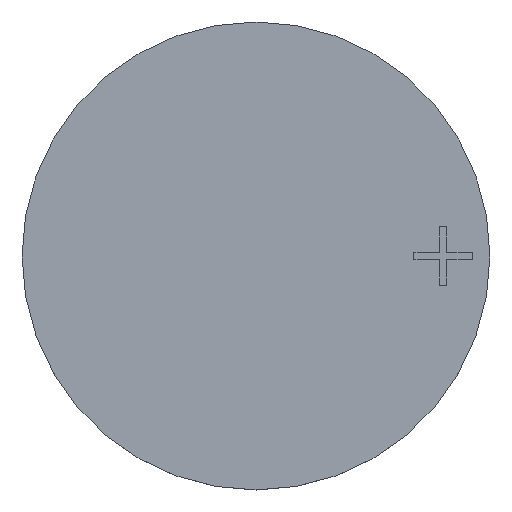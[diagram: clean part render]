
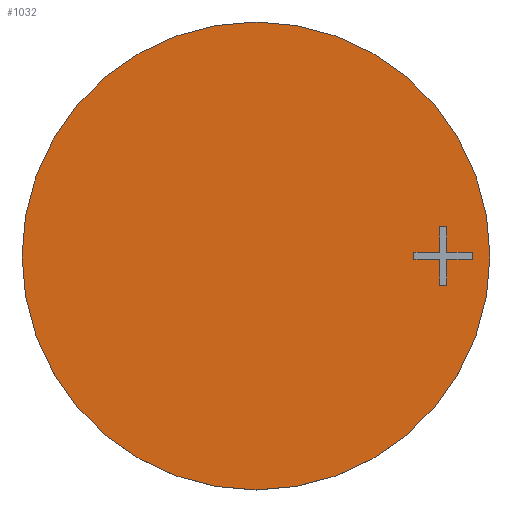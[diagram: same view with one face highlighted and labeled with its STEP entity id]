
A CAD part, top view. The second image highlights one B-rep face of the part: STEP entity #1032.
In plain terms, the highlighted planar face has unit normal (0, 0, 1).
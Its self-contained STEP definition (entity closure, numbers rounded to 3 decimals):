
#494=CARTESIAN_POINT('',(-10.0,0.,2.5));
#495=VERTEX_POINT('',#494);
#504=CARTESIAN_POINT('',(10.0,0.,2.5));
#505=VERTEX_POINT('',#504);
#506=CARTESIAN_POINT('',(0.0,0.,2.5));
#507=DIRECTION('',(0.0,0.0,-1.0));
#508=DIRECTION('',(-1.0,0.0,0.0));
#509=AXIS2_PLACEMENT_3D('',#506,#507,#508);
#510=CIRCLE('',#509,10.0);
#511=EDGE_CURVE('',#495,#505,#510,.T.);
#570=CARTESIAN_POINT('',(8.15,0.15,2.5));
#571=VERTEX_POINT('',#570);
#572=CARTESIAN_POINT('',(9.25,0.15,2.5));
#573=VERTEX_POINT('',#572);
#574=CARTESIAN_POINT('',(8.15,0.15,2.5));
#575=DIRECTION('',(1.0,0.0,0.0));
#576=VECTOR('',#575,1.1);
#577=LINE('',#574,#576);
#578=EDGE_CURVE('',#571,#573,#577,.T.);
#610=CARTESIAN_POINT('',(9.25,-0.15,2.5));
#611=VERTEX_POINT('',#610);
#612=CARTESIAN_POINT('',(9.25,0.15,2.5));
#613=DIRECTION('',(0.0,-1.0,0.0));
#614=VECTOR('',#613,0.3);
#615=LINE('',#612,#614);
#616=EDGE_CURVE('',#573,#611,#615,.T.);
#641=CARTESIAN_POINT('',(8.15,-0.15,2.5));
#642=VERTEX_POINT('',#641);
#643=CARTESIAN_POINT('',(9.25,-0.15,2.5));
#644=DIRECTION('',(-1.0,0.0,0.0));
#645=VECTOR('',#644,1.1);
#646=LINE('',#643,#645);
#647=EDGE_CURVE('',#611,#642,#646,.T.);
#672=CARTESIAN_POINT('',(8.15,-1.25,2.5));
#673=VERTEX_POINT('',#672);
#674=CARTESIAN_POINT('',(8.15,-0.15,2.5));
#675=DIRECTION('',(0.0,-1.0,0.0));
#676=VECTOR('',#675,1.1);
#677=LINE('',#674,#676);
#678=EDGE_CURVE('',#642,#673,#677,.T.);
#703=CARTESIAN_POINT('',(7.85,-1.25,2.5));
#704=VERTEX_POINT('',#703);
#705=CARTESIAN_POINT('',(8.15,-1.25,2.5));
#706=DIRECTION('',(-1.0,0.0,0.0));
#707=VECTOR('',#706,0.3);
#708=LINE('',#705,#707);
#709=EDGE_CURVE('',#673,#704,#708,.T.);
#734=CARTESIAN_POINT('',(7.85,-0.15,2.5));
#735=VERTEX_POINT('',#734);
#736=CARTESIAN_POINT('',(7.85,-1.25,2.5));
#737=DIRECTION('',(0.0,1.0,0.0));
#738=VECTOR('',#737,1.1);
#739=LINE('',#736,#738);
#740=EDGE_CURVE('',#704,#735,#739,.T.);
#765=CARTESIAN_POINT('',(6.75,-0.15,2.5));
#766=VERTEX_POINT('',#765);
#767=CARTESIAN_POINT('',(7.85,-0.15,2.5));
#768=DIRECTION('',(-1.0,0.0,0.0));
#769=VECTOR('',#768,1.1);
#770=LINE('',#767,#769);
#771=EDGE_CURVE('',#735,#766,#770,.T.);
#796=CARTESIAN_POINT('',(6.75,0.15,2.5));
#797=VERTEX_POINT('',#796);
#798=CARTESIAN_POINT('',(6.75,-0.15,2.5));
#799=DIRECTION('',(0.0,1.0,0.0));
#800=VECTOR('',#799,0.3);
#801=LINE('',#798,#800);
#802=EDGE_CURVE('',#766,#797,#801,.T.);
#827=CARTESIAN_POINT('',(7.85,0.15,2.5));
#828=VERTEX_POINT('',#827);
#829=CARTESIAN_POINT('',(6.75,0.15,2.5));
#830=DIRECTION('',(1.0,0.0,0.0));
#831=VECTOR('',#830,1.1);
#832=LINE('',#829,#831);
#833=EDGE_CURVE('',#797,#828,#832,.T.);
#858=CARTESIAN_POINT('',(7.85,1.25,2.5));
#859=VERTEX_POINT('',#858);
#860=CARTESIAN_POINT('',(7.85,0.15,2.5));
#861=DIRECTION('',(0.0,1.0,0.0));
#862=VECTOR('',#861,1.1);
#863=LINE('',#860,#862);
#864=EDGE_CURVE('',#828,#859,#863,.T.);
#889=CARTESIAN_POINT('',(8.15,1.25,2.5));
#890=VERTEX_POINT('',#889);
#891=CARTESIAN_POINT('',(7.85,1.25,2.5));
#892=DIRECTION('',(1.0,0.0,0.0));
#893=VECTOR('',#892,0.3);
#894=LINE('',#891,#893);
#895=EDGE_CURVE('',#859,#890,#894,.T.);
#920=CARTESIAN_POINT('',(8.15,1.25,2.5));
#921=DIRECTION('',(0.0,-1.0,0.0));
#922=VECTOR('',#921,1.1);
#923=LINE('',#920,#922);
#924=EDGE_CURVE('',#890,#571,#923,.T.);
#989=CARTESIAN_POINT('',(0.0,0.,2.5));
#990=DIRECTION('',(0.0,0.0,-1.0));
#991=DIRECTION('',(-1.0,0.0,0.0));
#992=AXIS2_PLACEMENT_3D('',#989,#990,#991);
#993=CIRCLE('',#992,10.0);
#994=EDGE_CURVE('',#505,#495,#993,.T.);
#1009=CARTESIAN_POINT('',(0.0,0.,2.5));
#1010=DIRECTION('',(0.0,0.0,-1.0));
#1011=DIRECTION('',(-1.0,0.0,0.0));
#1012=AXIS2_PLACEMENT_3D('',#1009,#1010,#1011);
#1013=PLANE('',#1012);
#1014=ORIENTED_EDGE('',*,*,#511,.F.);
#1015=ORIENTED_EDGE('',*,*,#994,.F.);
#1016=EDGE_LOOP('',(#1014,#1015));
#1017=FACE_OUTER_BOUND('',#1016,.T.);
#1018=ORIENTED_EDGE('',*,*,#578,.T.);
#1019=ORIENTED_EDGE('',*,*,#616,.T.);
#1020=ORIENTED_EDGE('',*,*,#647,.T.);
#1021=ORIENTED_EDGE('',*,*,#678,.T.);
#1022=ORIENTED_EDGE('',*,*,#709,.T.);
#1023=ORIENTED_EDGE('',*,*,#740,.T.);
#1024=ORIENTED_EDGE('',*,*,#771,.T.);
#1025=ORIENTED_EDGE('',*,*,#802,.T.);
#1026=ORIENTED_EDGE('',*,*,#833,.T.);
#1027=ORIENTED_EDGE('',*,*,#864,.T.);
#1028=ORIENTED_EDGE('',*,*,#895,.T.);
#1029=ORIENTED_EDGE('',*,*,#924,.T.);
#1030=EDGE_LOOP('',(#1018,#1019,#1020,#1021,#1022,#1023,#1024,#1025,#1026,#1027,#1028,#1029));
#1031=FACE_BOUND('',#1030,.T.);
#1032=ADVANCED_FACE('',(#1017,#1031),#1013,.F.);
